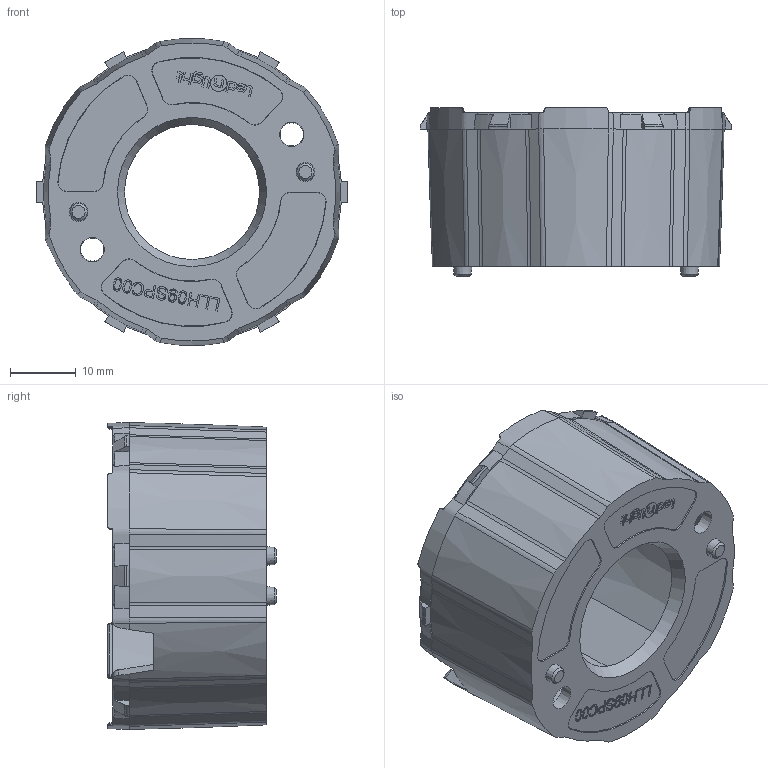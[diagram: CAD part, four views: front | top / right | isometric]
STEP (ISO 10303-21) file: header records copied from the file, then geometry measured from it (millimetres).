
FILE_DESCRIPTION(('STEP AP214'),'1');
FILE_NAME('LNL HOLDER 45 TRAN SPC00.step','2013-09-30T14:16:22',(' '),(' '),'Spatial InterOp 3D',' ',' ');
FILE_SCHEMA(('automotive_design'));
Length unit declared in the file: millimetre
Products named in the file (1): _30
Bounding box: 47.38 x 25.6 x 46.61 mm (x, y, z)
Volume: 6433.4 mm3; surface area: 8863.3 mm2
Topology: 1 solids, 1 shells, 469 faces, 1241 edges, 811 vertices
Faces by surface type: plane 256, cone 79, bspline 68, cylinder 28, extrusion 17, torus 11, sphere 10
Entity records: 21681 total; most frequent: CARTESIAN_POINT 7120, ORIENTED_EDGE 2444, DIRECTION 1905, EDGE_CURVE 1222, VERTEX_POINT 806, AXIS2_PLACEMENT_3D 655, VECTOR 595, LINE 578
